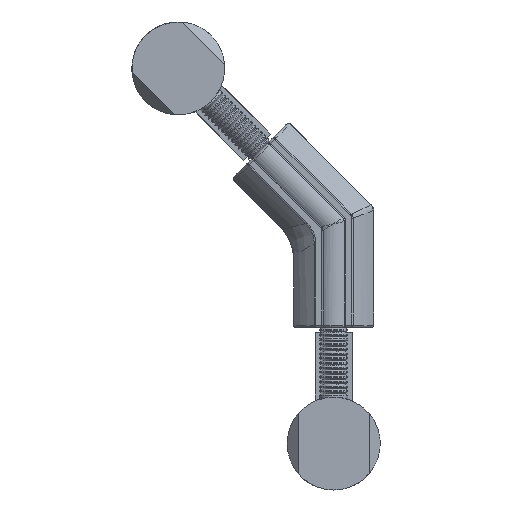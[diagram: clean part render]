
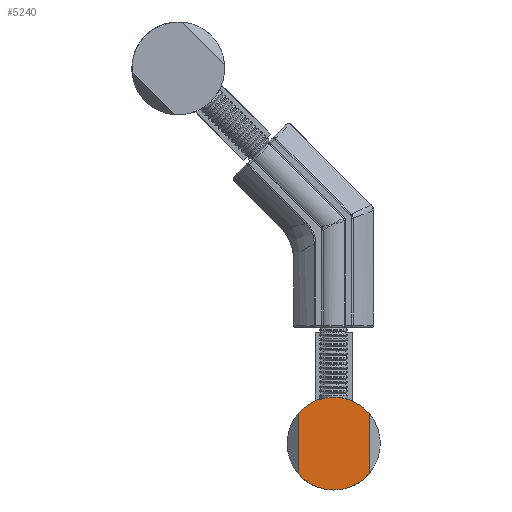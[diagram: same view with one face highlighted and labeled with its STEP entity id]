
A CAD part, front view. The second image highlights one B-rep face of the part: STEP entity #5240.
In plain terms, the highlighted planar face has unit normal (0, -1, 0).
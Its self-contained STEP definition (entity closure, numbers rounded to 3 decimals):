
#5054=CARTESIAN_POINT('',(-7.5,-15.2,-53.035));
#5055=VERTEX_POINT('',#5054);
#5056=CARTESIAN_POINT('',(7.5,-15.2,-53.035));
#5057=VERTEX_POINT('',#5056);
#5058=CARTESIAN_POINT('',(0.,-15.2,-46.65));
#5059=DIRECTION('',(0.0,-1.0,0.0));
#5060=DIRECTION('',(0.0,0.0,1.0));
#5061=AXIS2_PLACEMENT_3D('',#5058,#5059,#5060);
#5062=CIRCLE('',#5061,9.85);
#5063=EDGE_CURVE('',#5055,#5057,#5062,.T.);
#5065=CARTESIAN_POINT('',(-7.5,-15.2,-40.265));
#5066=VERTEX_POINT('',#5065);
#5074=CARTESIAN_POINT('',(7.5,-15.2,-40.265));
#5075=VERTEX_POINT('',#5074);
#5076=CARTESIAN_POINT('',(0.,-15.2,-46.65));
#5077=DIRECTION('',(0.0,-1.0,0.0));
#5078=DIRECTION('',(0.0,0.0,1.0));
#5079=AXIS2_PLACEMENT_3D('',#5076,#5077,#5078);
#5080=CIRCLE('',#5079,9.85);
#5081=EDGE_CURVE('',#5075,#5066,#5080,.T.);
#5219=CARTESIAN_POINT('',(0.,-15.2,-46.65));
#5220=DIRECTION('',(0.0,-1.0,0.0));
#5221=DIRECTION('',(0.0,0.0,-1.0));
#5222=AXIS2_PLACEMENT_3D('',#5219,#5220,#5221);
#5223=PLANE('',#5222);
#5224=ORIENTED_EDGE('',*,*,#5063,.T.);
#5225=CARTESIAN_POINT('',(7.5,-15.2,-53.035));
#5226=DIRECTION('',(0.0,0.0,1.0));
#5227=VECTOR('',#5226,12.771);
#5228=LINE('',#5225,#5227);
#5229=EDGE_CURVE('',#5057,#5075,#5228,.T.);
#5230=ORIENTED_EDGE('',*,*,#5229,.T.);
#5231=ORIENTED_EDGE('',*,*,#5081,.T.);
#5232=CARTESIAN_POINT('',(-7.5,-15.2,-40.265));
#5233=DIRECTION('',(0.0,0.0,-1.0));
#5234=VECTOR('',#5233,12.771);
#5235=LINE('',#5232,#5234);
#5236=EDGE_CURVE('',#5066,#5055,#5235,.T.);
#5237=ORIENTED_EDGE('',*,*,#5236,.T.);
#5238=EDGE_LOOP('',(#5224,#5230,#5231,#5237));
#5239=FACE_OUTER_BOUND('',#5238,.T.);
#5240=ADVANCED_FACE('',(#5239),#5223,.T.);
